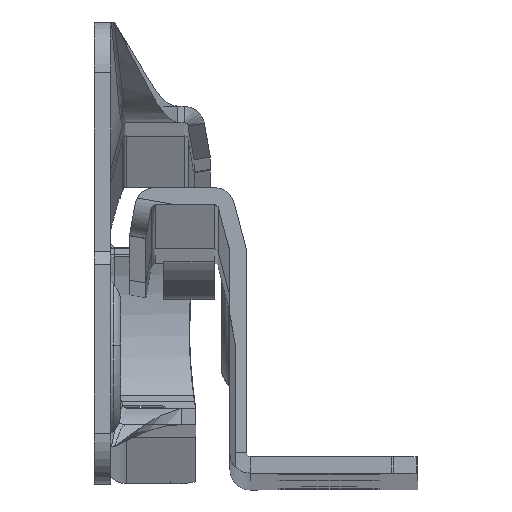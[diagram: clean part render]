
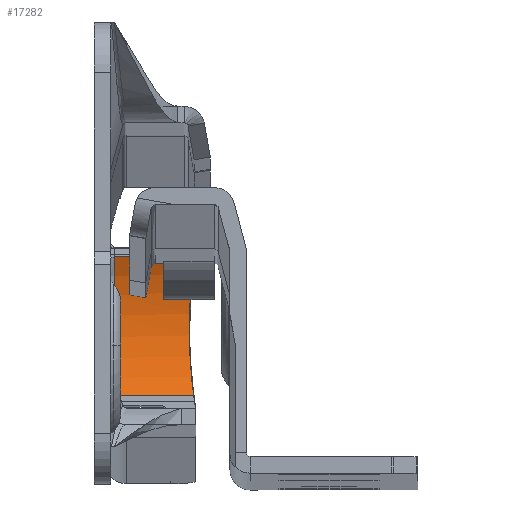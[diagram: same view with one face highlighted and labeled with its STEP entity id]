
A CAD part, top view. The second image highlights one B-rep face of the part: STEP entity #17282.
In plain terms, the highlighted cylindrical face has radius 11 mm (diameter 22 mm), a partial arc.
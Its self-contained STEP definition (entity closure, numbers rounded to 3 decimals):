
#268 = CARTESIAN_POINT ( 'NONE',  ( 0.3, -2.904, -648.701 ) ) ;
#467 = EDGE_CURVE ( 'NONE', #1128, #6680, #14752, .T. ) ;
#810 = DIRECTION ( 'NONE',  ( -1., 0., 0. ) ) ;
#1128 = VERTEX_POINT ( 'NONE', #12060 ) ;
#1368 = EDGE_CURVE ( 'NONE', #10558, #26633, #23372, .T. ) ;
#1563 = CARTESIAN_POINT ( 'NONE',  ( 6.557, -9.239, -646.693 ) ) ;
#1702 = CARTESIAN_POINT ( 'NONE',  ( 6.2, -3.422, -648.699 ) ) ;
#4223 = ORIENTED_EDGE ( 'NONE', *, *, #24735, .T. ) ;
#4590 = CARTESIAN_POINT ( 'NONE',  ( 6.453, 0.827, -648.06 ) ) ;
#4670 = ORIENTED_EDGE ( 'NONE', *, *, #1368, .T. ) ;
#4750 = CARTESIAN_POINT ( 'NONE',  ( 6.365, -0.088, -648.345 ) ) ;
#5261 = DIRECTION ( 'NONE',  ( -1., 0., 0. ) ) ;
#5909 = CARTESIAN_POINT ( 'NONE',  ( 6.557, 1.716, -647.683 ) ) ;
#6669 = CARTESIAN_POINT ( 'NONE',  ( 0.3, -2.904, -637.701 ) ) ;
#6680 = VERTEX_POINT ( 'NONE', #19615 ) ;
#6729 = AXIS2_PLACEMENT_3D ( 'NONE', #6669, #18188, #15858 ) ;
#6940 = DIRECTION ( 'NONE',  ( 0., 0., 1. ) ) ;
#8459 = B_SPLINE_CURVE_WITH_KNOTS ( 'NONE', 3,
 ( #1563, #27131, #10902, #20254, #29596, #27292, #22721, #1702, #11055, #20560, #20402, #16715, #4750, #4590, #16249, #11505 ),
 .UNSPECIFIED., .F., .F.,
 ( 4, 2, 2, 2, 2, 2, 2, 4 ),
 ( 0., 0.003, 0.004, 0.006, 0.007, 0.009, 0.01, 0.011 ),
 .UNSPECIFIED. ) ;
#9101 = ORIENTED_EDGE ( 'NONE', *, *, #17614, .T. ) ;
#10146 = CARTESIAN_POINT ( 'NONE',  ( 0.3, -2.904, -637.701 ) ) ;
#10558 = VERTEX_POINT ( 'NONE', #20700 ) ;
#10823 = CARTESIAN_POINT ( 'NONE',  ( 6.7, 1.716, -647.683 ) ) ;
#10902 = CARTESIAN_POINT ( 'NONE',  ( 6.359, -7.606, -647.691 ) ) ;
#11028 = EDGE_CURVE ( 'NONE', #16625, #10558, #28911, .T. ) ;
#11055 = CARTESIAN_POINT ( 'NONE',  ( 6.208, -2.942, -648.711 ) ) ;
#11505 = CARTESIAN_POINT ( 'NONE',  ( 6.557, 1.716, -647.683 ) ) ;
#11986 = EDGE_LOOP ( 'NONE', ( #28274, #4670, #4223, #14938, #9101 ) ) ;
#12060 = CARTESIAN_POINT ( 'NONE',  ( 6.557, -9.239, -646.693 ) ) ;
#12505 = DIRECTION ( 'NONE',  ( -1., 0., 0. ) ) ;
#14752 = LINE ( 'NONE', #24092, #19890 ) ;
#14938 = ORIENTED_EDGE ( 'NONE', *, *, #467, .F. ) ;
#15858 = DIRECTION ( 'NONE',  ( 0., 0., -1. ) ) ;
#16249 = CARTESIAN_POINT ( 'NONE',  ( 6.503, 1.278, -647.886 ) ) ;
#16285 = DIRECTION ( 'NONE',  ( -1., 0., 0. ) ) ;
#16625 = VERTEX_POINT ( 'NONE', #5909 ) ;
#16715 = CARTESIAN_POINT ( 'NONE',  ( 6.327, -0.552, -648.457 ) ) ;
#17282 = ADVANCED_FACE ( 'NONE', ( #21511 ), #25629, .F. ) ;
#17435 = AXIS2_PLACEMENT_3D ( 'NONE', #21347, #16285, #6940 ) ;
#17614 = EDGE_CURVE ( 'NONE', #1128, #16625, #8459, .T. ) ;
#18188 = DIRECTION ( 'NONE',  ( -1., 0., 0. ) ) ;
#18644 = VECTOR ( 'NONE', #12505, 1000. ) ;
#19615 = CARTESIAN_POINT ( 'NONE',  ( 0.3, -9.239, -646.693 ) ) ;
#19890 = VECTOR ( 'NONE', #5261, 1000. ) ;
#20254 = CARTESIAN_POINT ( 'NONE',  ( 6.265, -6.255, -648.189 ) ) ;
#20402 = CARTESIAN_POINT ( 'NONE',  ( 6.265, -1.494, -648.62 ) ) ;
#20560 = CARTESIAN_POINT ( 'NONE',  ( 6.24, -1.973, -648.672 ) ) ;
#20700 = CARTESIAN_POINT ( 'NONE',  ( 0.3, 1.716, -647.683 ) ) ;
#21347 = CARTESIAN_POINT ( 'NONE',  ( 6.7, -2.904, -637.701 ) ) ;
#21511 = FACE_OUTER_BOUND ( 'NONE', #11986, .T. ) ;
#21808 = CIRCLE ( 'NONE', #26694, 11. ) ;
#22721 = CARTESIAN_POINT ( 'NONE',  ( 6.2, -4.376, -648.612 ) ) ;
#23372 = CIRCLE ( 'NONE', #6729, 11. ) ;
#24092 = CARTESIAN_POINT ( 'NONE',  ( 6.7, -9.239, -646.693 ) ) ;
#24735 = EDGE_CURVE ( 'NONE', #26633, #6680, #21808, .T. ) ;
#25629 = CYLINDRICAL_SURFACE ( 'NONE', #17435, 11. ) ;
#26633 = VERTEX_POINT ( 'NONE', #268 ) ;
#26694 = AXIS2_PLACEMENT_3D ( 'NONE', #10146, #810, #29143 ) ;
#27131 = CARTESIAN_POINT ( 'NONE',  ( 6.448, -8.451, -647.249 ) ) ;
#27292 = CARTESIAN_POINT ( 'NONE',  ( 6.208, -4.849, -648.538 ) ) ;
#28274 = ORIENTED_EDGE ( 'NONE', *, *, #11028, .T. ) ;
#28911 = LINE ( 'NONE', #10823, #18644 ) ;
#29143 = DIRECTION ( 'NONE',  ( 0., 0., -1. ) ) ;
#29596 = CARTESIAN_POINT ( 'NONE',  ( 6.24, -5.787, -648.327 ) ) ;
